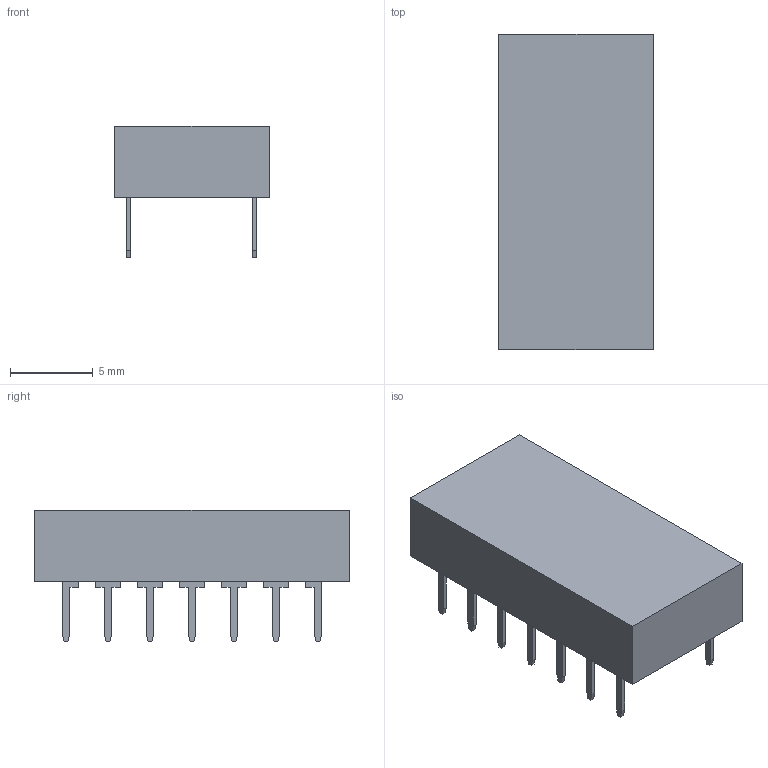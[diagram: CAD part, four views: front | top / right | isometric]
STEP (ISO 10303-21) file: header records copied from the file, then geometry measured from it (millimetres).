
FILE_DESCRIPTION(('STEP AP214'),'1');
FILE_NAME('DIP-14_W7.62mm.stp','2024-05-04T20:23:57',(' '),(' '),'Spatial InterOp 3D',' ',' ');
FILE_SCHEMA(('AUTOMOTIVE_DESIGN { 1 0 10303 214 1 1 1 1 }'));
Length unit declared in the file: metre
Products named in the file (1): DIP-14_W7.62mm
Bounding box: 9.35 x 19.05 x 7.98 mm (x, y, z)
Volume: 772.9 mm3; surface area: 691 mm2
Topology: 15 solids, 15 shells, 166 faces, 408 edges, 272 vertices
Faces by surface type: plane 166
Entity records: 5033 total; most frequent: CARTESIAN_POINT 861, ORIENTED_EDGE 816, DIRECTION 770, EDGE_CURVE 408, LINE 408, VECTOR 408, VERTEX_POINT 272, AXIS2_PLACEMENT_3D 181
